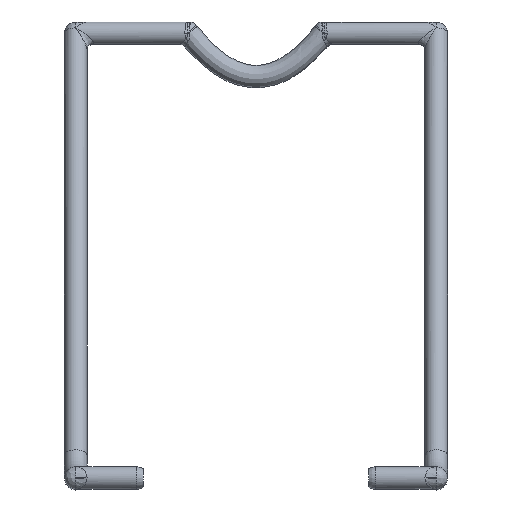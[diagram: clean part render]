
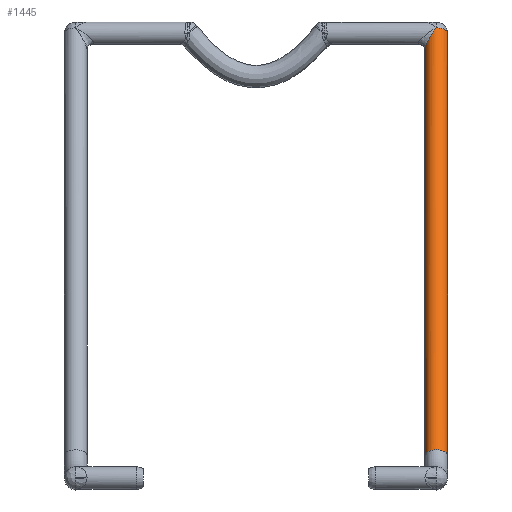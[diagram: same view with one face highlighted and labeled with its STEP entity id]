
A CAD part, top view. The second image highlights one B-rep face of the part: STEP entity #1445.
In plain terms, the highlighted cylindrical face has radius 0.5 mm (diameter 1 mm), a full revolution.
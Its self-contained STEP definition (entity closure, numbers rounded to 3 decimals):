
#1380=CARTESIAN_POINT('',(16.0,19.551,-32.148));
#1381=VERTEX_POINT('',#1380);
#1382=CARTESIAN_POINT('',(16.0,20.027,-31.268));
#1383=VERTEX_POINT('',#1382);
#1384=CARTESIAN_POINT('',(16.0,19.789,-31.708));
#1385=DIRECTION('',(-0.848,0.466,-0.252));
#1386=DIRECTION('',(-0.53,-0.746,0.404));
#1387=AXIS2_PLACEMENT_3D('',#1384,#1385,#1386);
#1388=ELLIPSE('',#1387,0.943,0.5);
#1389=EDGE_CURVE('',#1381,#1383,#1388,.T.);
#1401=CARTESIAN_POINT('',(16.0,1.048,-21.567));
#1402=DIRECTION('',(0.0,-0.879,0.476));
#1403=DIRECTION('',(-1.0,0.0,0.0));
#1404=AXIS2_PLACEMENT_3D('',#1401,#1402,#1403);
#1405=CYLINDRICAL_SURFACE('',#1404,0.5);
#1406=CARTESIAN_POINT('',(16.5,1.048,-21.567));
#1407=VERTEX_POINT('',#1406);
#1408=CARTESIAN_POINT('',(16.0,1.048,-21.567));
#1409=DIRECTION('',(0.0,0.879,-0.476));
#1410=DIRECTION('',(-1.0,0.0,0.0));
#1411=AXIS2_PLACEMENT_3D('',#1408,#1409,#1410);
#1412=CIRCLE('',#1411,0.5);
#1413=EDGE_CURVE('',#1407,#1407,#1412,.T.);
#1414=ORIENTED_EDGE('',*,*,#1413,.T.);
#1415=EDGE_LOOP('',(#1414));
#1416=FACE_OUTER_BOUND('',#1415,.T.);
#1417=ORIENTED_EDGE('',*,*,#1389,.F.);
#1418=CARTESIAN_POINT('',(15.99,19.559,-32.152));
#1419=VERTEX_POINT('',#1418);
#1420=CARTESIAN_POINT('',(16.0,19.789,-31.708));
#1421=DIRECTION('',(-0.707,-0.622,0.337));
#1422=DIRECTION('',(0.707,-0.622,0.337));
#1423=AXIS2_PLACEMENT_3D('',#1420,#1421,#1422);
#1424=ELLIPSE('',#1423,0.707,0.5);
#1425=EDGE_CURVE('',#1419,#1381,#1424,.T.);
#1426=ORIENTED_EDGE('',*,*,#1425,.F.);
#1427=CARTESIAN_POINT('',(15.99,20.035,-31.273));
#1428=VERTEX_POINT('',#1427);
#1429=CARTESIAN_POINT('',(16.0,19.797,-31.713));
#1430=DIRECTION('',(0.0,0.879,-0.476));
#1431=DIRECTION('',(1.0,0.0,0.0));
#1432=AXIS2_PLACEMENT_3D('',#1429,#1430,#1431);
#1433=CIRCLE('',#1432,0.5);
#1434=EDGE_CURVE('',#1428,#1419,#1433,.T.);
#1435=ORIENTED_EDGE('',*,*,#1434,.F.);
#1436=CARTESIAN_POINT('',(16.0,19.789,-31.708));
#1437=DIRECTION('',(-0.707,-0.622,0.337));
#1438=DIRECTION('',(0.707,-0.622,0.337));
#1439=AXIS2_PLACEMENT_3D('',#1436,#1437,#1438);
#1440=ELLIPSE('',#1439,0.707,0.5);
#1441=EDGE_CURVE('',#1383,#1428,#1440,.T.);
#1442=ORIENTED_EDGE('',*,*,#1441,.F.);
#1443=EDGE_LOOP('',(#1417,#1426,#1435,#1442));
#1444=FACE_BOUND('',#1443,.T.);
#1445=ADVANCED_FACE('',(#1416,#1444),#1405,.T.);
